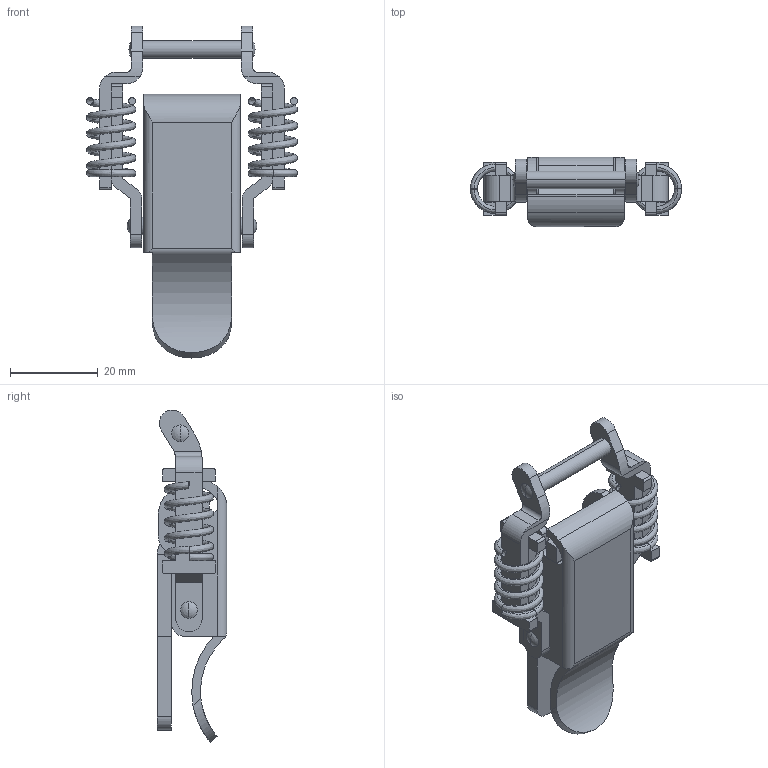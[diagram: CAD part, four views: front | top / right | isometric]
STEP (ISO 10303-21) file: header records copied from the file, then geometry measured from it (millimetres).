
FILE_DESCRIPTION( (''), '2;1');
FILE_NAME ('PC007.51580.TL_207_1_H_12890.stp','2025-06-13T09:48:19',(''),(''),'spGate 19.8.4 (****-****-****-****)','','');
FILE_SCHEMA (('AUTOMOTIVE_DESIGN'));
Length unit declared in the file: millimetre
Products named in the file (6): Assembly; ベース; レバー; スプリング; アームA; アームB
Assembly tree (6 placements, depth 2):
  Assembly
    ベース
    レバー
    スプリング  x2
    アームA
    アームB
Bounding box: 48 x 15.8 x 75.5 mm (x, y, z)
Volume: 11081.4 mm3; surface area: 12347.1 mm2
Topology: 8 solids, 8 shells, 212 faces, 567 edges, 369 vertices
Faces by surface type: plane 109, cylinder 69, bspline 26, sphere 8
Entity records: 11584 total; most frequent: CARTESIAN_POINT 2489, ORIENTED_EDGE 1042, DIRECTION 982, COLOUR_RGB 721, PRESENTATION_STYLE_ASSIGNMENT 721, STYLED_ITEM 721, EDGE_CURVE 521, DRAUGHTING_PRE_DEFINED_CURVE_FONT 521
